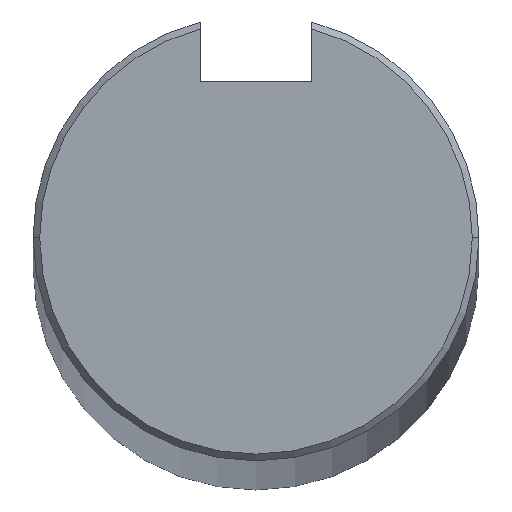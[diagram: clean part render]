
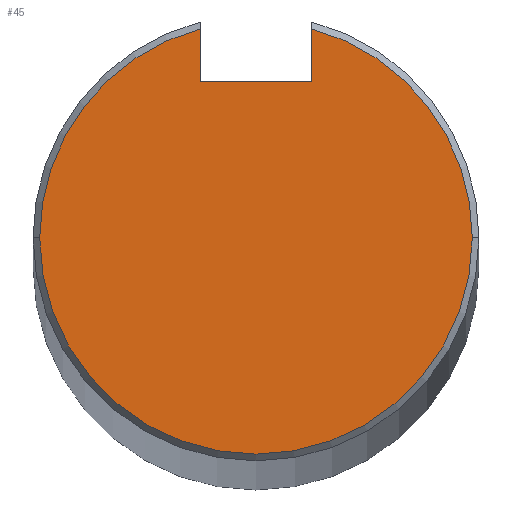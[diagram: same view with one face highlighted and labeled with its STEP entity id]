
A CAD part, top view. The second image highlights one B-rep face of the part: STEP entity #45.
In plain terms, the highlighted planar face has unit normal (0, 0, 1).
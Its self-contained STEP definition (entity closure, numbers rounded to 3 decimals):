
#3 = ORIENTED_EDGE ( 'NONE', *, *, #373, .T. ) ;
#9 = LINE ( 'NONE', #429, #274 ) ;
#16 = VERTEX_POINT ( 'NONE', #168 ) ;
#17 = DIRECTION ( 'NONE',  ( 0., 0., 1. ) ) ;
#18 = EDGE_CURVE ( 'NONE', #118, #132, #326, .T. ) ;
#36 = ORIENTED_EDGE ( 'NONE', *, *, #97, .T. ) ;
#45 = ADVANCED_FACE ( 'NONE', ( #247 ), #211, .T. ) ;
#50 = ORIENTED_EDGE ( 'NONE', *, *, #382, .T. ) ;
#77 = CARTESIAN_POINT ( 'NONE',  ( 0., 0., 150. ) ) ;
#91 = DIRECTION ( 'NONE',  ( 0., 0., 1. ) ) ;
#96 = ORIENTED_EDGE ( 'NONE', *, *, #100, .T. ) ;
#97 = EDGE_CURVE ( 'NONE', #132, #311, #9, .T. ) ;
#100 = EDGE_CURVE ( 'NONE', #201, #16, #216, .T. ) ;
#108 = VECTOR ( 'NONE', #425, 1000. ) ;
#118 = VERTEX_POINT ( 'NONE', #389 ) ;
#132 = VERTEX_POINT ( 'NONE', #368 ) ;
#155 = DIRECTION ( 'NONE',  ( 1., 0., 0. ) ) ;
#168 = CARTESIAN_POINT ( 'NONE',  ( -3.88, 0., 150. ) ) ;
#174 = CARTESIAN_POINT ( 'NONE',  ( 0., 0., 150. ) ) ;
#189 = DIRECTION ( 'NONE',  ( 0., 0., 1. ) ) ;
#200 = AXIS2_PLACEMENT_3D ( 'NONE', #297, #370, #298 ) ;
#201 = VERTEX_POINT ( 'NONE', #402 ) ;
#202 = VERTEX_POINT ( 'NONE', #212 ) ;
#203 = DIRECTION ( 'NONE',  ( -1., 0., 0. ) ) ;
#211 = PLANE ( 'NONE',  #414 ) ;
#212 = CARTESIAN_POINT ( 'NONE',  ( 3.88, 0., 150. ) ) ;
#216 = CIRCLE ( 'NONE', #367, 3.88 ) ;
#227 = CIRCLE ( 'NONE', #200, 3.88 ) ;
#247 = FACE_OUTER_BOUND ( 'NONE', #365, .T. ) ;
#250 = CARTESIAN_POINT ( 'NONE',  ( -1., 2.8, 150. ) ) ;
#266 = AXIS2_PLACEMENT_3D ( 'NONE', #77, #189, #155 ) ;
#274 = VECTOR ( 'NONE', #203, 1000. ) ;
#287 = CARTESIAN_POINT ( 'NONE',  ( 1., 2.8, 150. ) ) ;
#288 = CARTESIAN_POINT ( 'NONE',  ( -1., 2.8, 150. ) ) ;
#297 = CARTESIAN_POINT ( 'NONE',  ( 0., 0., 150. ) ) ;
#298 = DIRECTION ( 'NONE',  ( 1., 0., 0. ) ) ;
#303 = EDGE_CURVE ( 'NONE', #311, #201, #403, .T. ) ;
#311 = VERTEX_POINT ( 'NONE', #250 ) ;
#326 = LINE ( 'NONE', #287, #108 ) ;
#365 = EDGE_LOOP ( 'NONE', ( #426, #96, #50, #3, #378, #36 ) ) ;
#367 = AXIS2_PLACEMENT_3D ( 'NONE', #174, #91, #464 ) ;
#368 = CARTESIAN_POINT ( 'NONE',  ( 1., 2.8, 150. ) ) ;
#370 = DIRECTION ( 'NONE',  ( 0., 0., 1. ) ) ;
#373 = EDGE_CURVE ( 'NONE', #202, #118, #227, .T. ) ;
#378 = ORIENTED_EDGE ( 'NONE', *, *, #18, .T. ) ;
#382 = EDGE_CURVE ( 'NONE', #16, #202, #457, .T. ) ;
#389 = CARTESIAN_POINT ( 'NONE',  ( 1., 3.749, 150. ) ) ;
#395 = DIRECTION ( 'NONE',  ( 1., 0., 0. ) ) ;
#402 = CARTESIAN_POINT ( 'NONE',  ( -1., 3.749, 150. ) ) ;
#403 = LINE ( 'NONE', #288, #430 ) ;
#414 = AXIS2_PLACEMENT_3D ( 'NONE', #469, #17, #395 ) ;
#425 = DIRECTION ( 'NONE',  ( 0., -1., 0. ) ) ;
#426 = ORIENTED_EDGE ( 'NONE', *, *, #303, .T. ) ;
#429 = CARTESIAN_POINT ( 'NONE',  ( 1., 2.8, 150. ) ) ;
#430 = VECTOR ( 'NONE', #432, 1000. ) ;
#432 = DIRECTION ( 'NONE',  ( 0., 1., 0. ) ) ;
#457 = CIRCLE ( 'NONE', #266, 3.88 ) ;
#464 = DIRECTION ( 'NONE',  ( 1., 0., 0. ) ) ;
#469 = CARTESIAN_POINT ( 'NONE',  ( 0., 0., 150. ) ) ;
